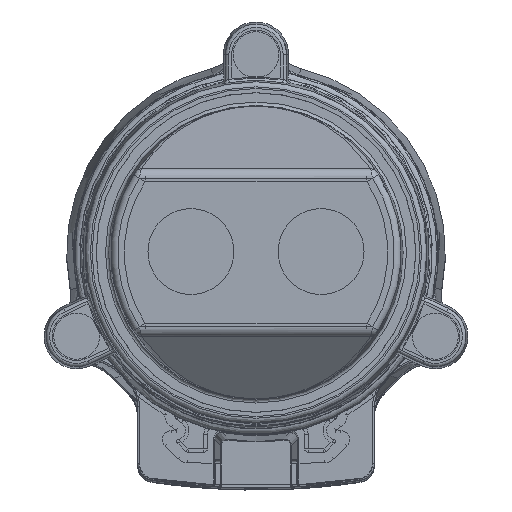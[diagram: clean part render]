
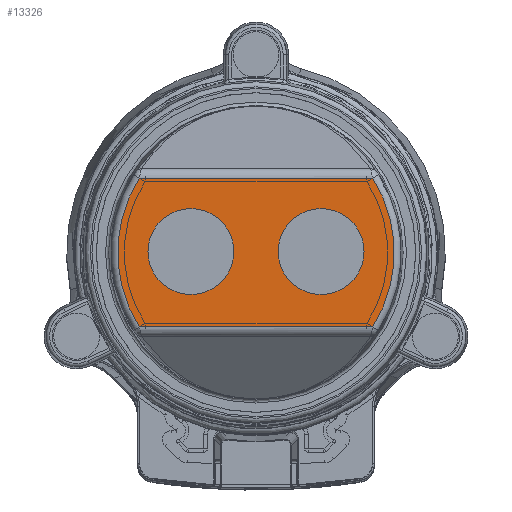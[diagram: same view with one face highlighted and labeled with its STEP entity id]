
A CAD part, left-side view. The second image highlights one B-rep face of the part: STEP entity #13326.
In plain terms, the highlighted face is planar.
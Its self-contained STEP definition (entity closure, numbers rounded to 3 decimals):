
#263 = AXIS2_PLACEMENT_3D ( 'NONE', #53953, #517, #44909 ) ;
#517 = DIRECTION ( 'NONE',  ( 0., -1., 0. ) ) ;
#3154 = EDGE_CURVE ( 'NONE', #11757, #11757, #17983, .T. ) ;
#4075 = EDGE_CURVE ( 'NONE', #56552, #32485, #57151, .T. ) ;
#4472 = VECTOR ( 'NONE', #48607, 1000. ) ;
#5065 = CARTESIAN_POINT ( 'NONE',  ( 0., -493.99, -92.133 ) ) ;
#5943 = DIRECTION ( 'NONE',  ( 1., 0., 0. ) ) ;
#6631 = CARTESIAN_POINT ( 'NONE',  ( 0., -493.99, -70.183 ) ) ;
#7163 = EDGE_LOOP ( 'NONE', ( #36651 ) ) ;
#7449 = VECTOR ( 'NONE', #5943, 1000. ) ;
#7613 = CARTESIAN_POINT ( 'NONE',  ( -19.25, -493.99, -70.477 ) ) ;
#8582 = DIRECTION ( 'NONE',  ( 0., 0., -1. ) ) ;
#10126 = EDGE_CURVE ( 'NONE', #28392, #56552, #23372, .T. ) ;
#10642 = DIRECTION ( 'NONE',  ( 0., -1., 0. ) ) ;
#11718 = DIRECTION ( 'NONE',  ( 1., 0., 0. ) ) ;
#11757 = VERTEX_POINT ( 'NONE', #29177 ) ;
#13216 = EDGE_CURVE ( 'NONE', #32485, #41277, #31604, .T. ) ;
#13326 = ADVANCED_FACE ( 'NONE', ( #23718, #19053, #23126 ), #50618, .T. ) ;
#16624 = DIRECTION ( 'NONE',  ( 0., -1., 0. ) ) ;
#17847 = CIRCLE ( 'NONE', #54188, 40.906 ) ;
#17983 = CIRCLE ( 'NONE', #263, 12.7 ) ;
#19053 = FACE_BOUND ( 'NONE', #28414, .T. ) ;
#19870 = CARTESIAN_POINT ( 'NONE',  ( -6.55, -493.99, -70.477 ) ) ;
#20525 = DIRECTION ( 'NONE',  ( 0., 0., -1. ) ) ;
#21645 = CARTESIAN_POINT ( 'NONE',  ( 0., -493.99, -70.183 ) ) ;
#23126 = FACE_BOUND ( 'NONE', #7163, .T. ) ;
#23306 = ORIENTED_EDGE ( 'NONE', *, *, #10126, .T. ) ;
#23372 = LINE ( 'NONE', #5065, #7449 ) ;
#23718 = FACE_OUTER_BOUND ( 'NONE', #27612, .T. ) ;
#24769 = ORIENTED_EDGE ( 'NONE', *, *, #3154, .F. ) ;
#27612 = EDGE_LOOP ( 'NONE', ( #52432, #31712, #23306, #56678 ) ) ;
#28392 = VERTEX_POINT ( 'NONE', #54818 ) ;
#28414 = EDGE_LOOP ( 'NONE', ( #24769 ) ) ;
#28590 = CARTESIAN_POINT ( 'NONE',  ( 34.519, -493.99, -92.133 ) ) ;
#29177 = CARTESIAN_POINT ( 'NONE',  ( 31.95, -493.99, -70.477 ) ) ;
#31604 = LINE ( 'NONE', #35088, #4472 ) ;
#31712 = ORIENTED_EDGE ( 'NONE', *, *, #47327, .T. ) ;
#31886 = CARTESIAN_POINT ( 'NONE',  ( 0., -493.99, -70.183 ) ) ;
#31985 = AXIS2_PLACEMENT_3D ( 'NONE', #6631, #47160, #20525 ) ;
#32485 = VERTEX_POINT ( 'NONE', #48880 ) ;
#34156 = CARTESIAN_POINT ( 'NONE',  ( -34.519, -493.99, -48.233 ) ) ;
#35088 = CARTESIAN_POINT ( 'NONE',  ( 0., -493.99, -48.233 ) ) ;
#36651 = ORIENTED_EDGE ( 'NONE', *, *, #40757, .F. ) ;
#38386 = CIRCLE ( 'NONE', #39348, 12.7 ) ;
#39348 = AXIS2_PLACEMENT_3D ( 'NONE', #7613, #16624, #11718 ) ;
#39486 = DIRECTION ( 'NONE',  ( 0., -1., 0. ) ) ;
#40757 = EDGE_CURVE ( 'NONE', #51992, #51992, #38386, .T. ) ;
#41277 = VERTEX_POINT ( 'NONE', #34156 ) ;
#44909 = DIRECTION ( 'NONE',  ( 1., 0., 0. ) ) ;
#45500 = AXIS2_PLACEMENT_3D ( 'NONE', #31886, #10642, #50892 ) ;
#47160 = DIRECTION ( 'NONE',  ( 0., -1., 0. ) ) ;
#47327 = EDGE_CURVE ( 'NONE', #41277, #28392, #17847, .T. ) ;
#48607 = DIRECTION ( 'NONE',  ( -1., 0., 0. ) ) ;
#48880 = CARTESIAN_POINT ( 'NONE',  ( 34.519, -493.99, -48.233 ) ) ;
#50618 = PLANE ( 'NONE',  #45500 ) ;
#50892 = DIRECTION ( 'NONE',  ( 0., 0., -1. ) ) ;
#51992 = VERTEX_POINT ( 'NONE', #19870 ) ;
#52432 = ORIENTED_EDGE ( 'NONE', *, *, #13216, .T. ) ;
#53953 = CARTESIAN_POINT ( 'NONE',  ( 19.25, -493.99, -70.477 ) ) ;
#54188 = AXIS2_PLACEMENT_3D ( 'NONE', #21645, #39486, #8582 ) ;
#54818 = CARTESIAN_POINT ( 'NONE',  ( -34.519, -493.99, -92.133 ) ) ;
#56552 = VERTEX_POINT ( 'NONE', #28590 ) ;
#56678 = ORIENTED_EDGE ( 'NONE', *, *, #4075, .T. ) ;
#57151 = CIRCLE ( 'NONE', #31985, 40.906 ) ;
